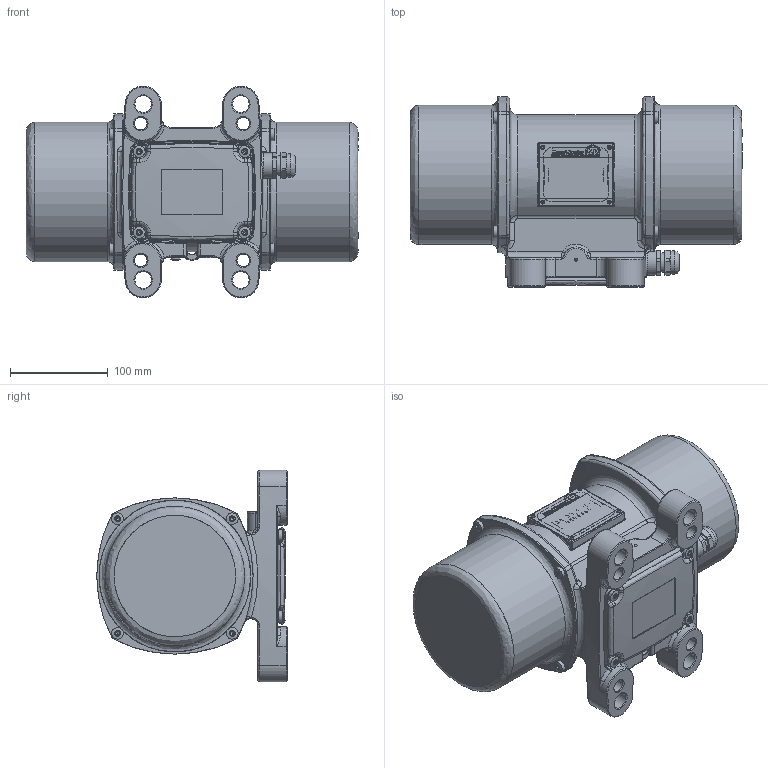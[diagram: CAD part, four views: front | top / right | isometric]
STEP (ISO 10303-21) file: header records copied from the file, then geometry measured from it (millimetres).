
FILE_DESCRIPTION (( 'STEP AP214' ), '1' );
FILE_NAME ('NEA-NEG 25420-50-60 Hz.STEP', '2017-03-30T07:33:08', ( '' ), ( '' ), 'SwSTEP 2.0', 'SolidWorks 2015', '' );
FILE_SCHEMA (( 'AUTOMOTIVE_DESIGN' ));
Length unit declared in the file: millimetre
Products named in the file (1): NEA-NEG 25420-50-60 Hz
Bounding box: 340 x 195 x 216.99 mm (x, y, z)
Volume: 1362779.9 mm3; surface area: 569405.1 mm2
Topology: 22 solids, 22 shells, 2440 faces, 6583 edges, 4351 vertices
Faces by surface type: bspline 995, plane 708, cylinder 614, cone 123
Full cylindrical faces by diameter (mm): 3.4 x4, 5 x1, 6 x12, 6.5 x4, 7 x10, 10 x1, 12 x14, 13 x4, 14 x1, 14.5 x1, 17 x4, 18.5 x1, 20 x2, 24 x1, 122 x2, 140.4 x2, 142.8 x2
Entity records: 131625 total; most frequent: CARTESIAN_POINT 76958, ORIENTED_EDGE 12616, DIRECTION 8622, EDGE_CURVE 6308, VERTEX_POINT 4298, AXIS2_PLACEMENT_3D 3119, EDGE_LOOP 2906, FACE_OUTER_BOUND 2554
